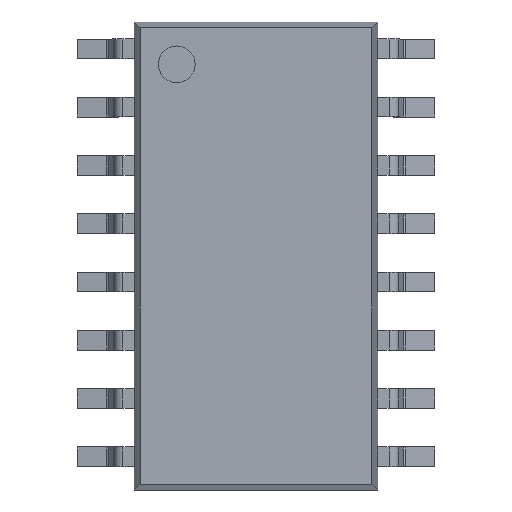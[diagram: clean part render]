
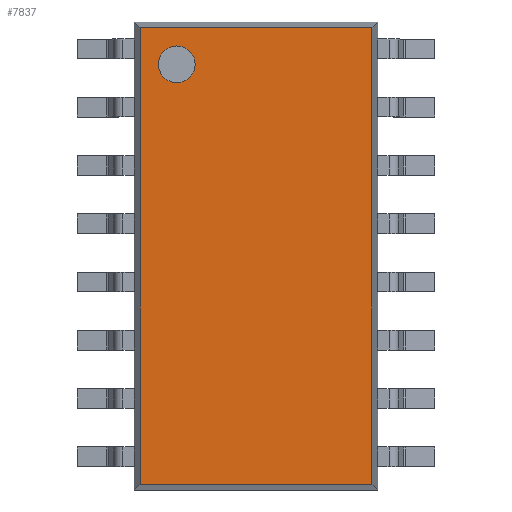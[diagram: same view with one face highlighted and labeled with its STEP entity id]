
A CAD part, top view. The second image highlights one B-rep face of the part: STEP entity #7837.
In plain terms, the highlighted planar face has unit normal (0, 0, 1).
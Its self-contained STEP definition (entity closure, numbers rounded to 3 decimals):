
#7519=CARTESIAN_POINT('',(-2.127,4.107,2.0));
#7520=VERTEX_POINT('',#7519);
#7529=CARTESIAN_POINT('',(-1.327,4.107,2.0));
#7530=VERTEX_POINT('',#7529);
#7531=CARTESIAN_POINT('',(-1.727,4.107,2.0));
#7532=DIRECTION('',(0.0,0.0,-1.0));
#7533=DIRECTION('',(-1.0,0.0,0.0));
#7534=AXIS2_PLACEMENT_3D('',#7531,#7532,#7533);
#7535=CIRCLE('',#7534,0.4);
#7536=EDGE_CURVE('',#7530,#7520,#7535,.T.);
#7706=CARTESIAN_POINT('',(-1.727,4.107,2.0));
#7707=DIRECTION('',(0.0,0.0,-1.0));
#7708=DIRECTION('',(-1.0,0.0,0.0));
#7709=AXIS2_PLACEMENT_3D('',#7706,#7707,#7708);
#7710=CIRCLE('',#7709,0.4);
#7711=EDGE_CURVE('',#7520,#7530,#7710,.T.);
#7732=CARTESIAN_POINT('',(2.527,4.907,2.0));
#7733=VERTEX_POINT('',#7732);
#7740=CARTESIAN_POINT('',(2.527,-5.047,2.));
#7741=VERTEX_POINT('',#7740);
#7742=CARTESIAN_POINT('',(2.527,4.907,2.0));
#7743=DIRECTION('',(0.0,-1.0,0.0));
#7744=VECTOR('',#7743,9.954);
#7745=LINE('',#7742,#7744);
#7746=EDGE_CURVE('',#7733,#7741,#7745,.T.);
#7763=CARTESIAN_POINT('',(-2.527,4.907,2.));
#7764=VERTEX_POINT('',#7763);
#7771=CARTESIAN_POINT('',(-2.527,4.907,2.));
#7772=DIRECTION('',(1.0,0.0,0.0));
#7773=VECTOR('',#7772,5.054);
#7774=LINE('',#7771,#7773);
#7775=EDGE_CURVE('',#7764,#7733,#7774,.T.);
#7787=CARTESIAN_POINT('',(-2.527,-5.047,2.));
#7788=VERTEX_POINT('',#7787);
#7795=CARTESIAN_POINT('',(-2.527,-5.047,2.));
#7796=DIRECTION('',(0.0,1.0,0.0));
#7797=VECTOR('',#7796,9.954);
#7798=LINE('',#7795,#7797);
#7799=EDGE_CURVE('',#7788,#7764,#7798,.T.);
#7812=CARTESIAN_POINT('',(2.527,-5.047,2.));
#7813=DIRECTION('',(-1.0,0.0,0.0));
#7814=VECTOR('',#7813,5.054);
#7815=LINE('',#7812,#7814);
#7816=EDGE_CURVE('',#7741,#7788,#7815,.T.);
#7822=CARTESIAN_POINT('',(0.,-1.27,2.0));
#7823=DIRECTION('',(0.0,0.0,1.0));
#7824=DIRECTION('',(1.0,0.0,0.0));
#7825=AXIS2_PLACEMENT_3D('',#7822,#7823,#7824);
#7826=PLANE('',#7825);
#7827=ORIENTED_EDGE('',*,*,#7746,.F.);
#7828=ORIENTED_EDGE('',*,*,#7775,.F.);
#7829=ORIENTED_EDGE('',*,*,#7799,.F.);
#7830=ORIENTED_EDGE('',*,*,#7816,.F.);
#7831=EDGE_LOOP('',(#7827,#7828,#7829,#7830));
#7832=FACE_OUTER_BOUND('',#7831,.T.);
#7833=ORIENTED_EDGE('',*,*,#7711,.T.);
#7834=ORIENTED_EDGE('',*,*,#7536,.T.);
#7835=EDGE_LOOP('',(#7833,#7834));
#7836=FACE_BOUND('',#7835,.T.);
#7837=ADVANCED_FACE('',(#7832,#7836),#7826,.T.);
